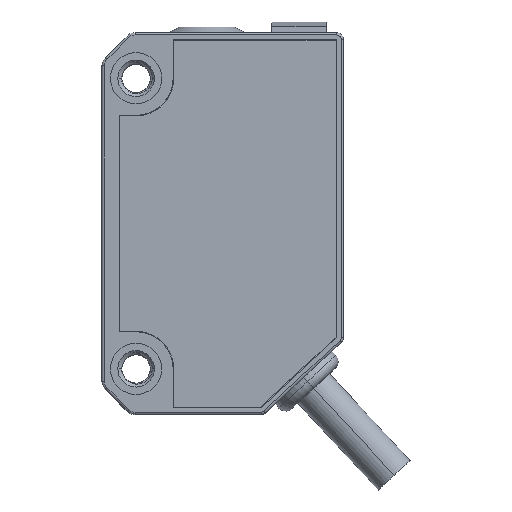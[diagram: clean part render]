
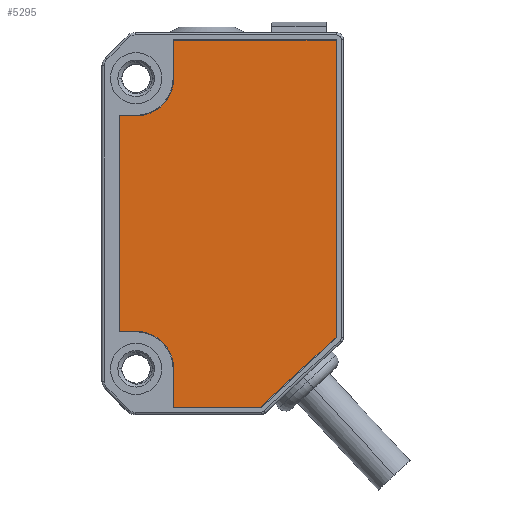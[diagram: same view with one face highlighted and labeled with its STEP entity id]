
A CAD part, top view. The second image highlights one B-rep face of the part: STEP entity #5295.
In plain terms, the highlighted planar face has unit normal (0, 0, 1).
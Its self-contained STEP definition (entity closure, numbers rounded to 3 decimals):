
#5086=DIRECTION('',(-1.,0.,0.));
#5087=VECTOR('',#5086,14.25);
#5088=CARTESIAN_POINT('',(9.95,16.1,6.));
#5089=LINE('',#5088,#5087);
#5090=DIRECTION('',(0.,1.,0.));
#5091=VECTOR('',#5090,26.067);
#5092=CARTESIAN_POINT('',(9.95,-9.967,6.));
#5093=LINE('',#5092,#5091);
#5094=DIRECTION('',(0.733,0.68,0.));
#5095=VECTOR('',#5094,9.014);
#5096=CARTESIAN_POINT('',(3.345,-16.1,6.));
#5097=LINE('',#5096,#5095);
#5098=DIRECTION('',(1.,0.,0.));
#5099=VECTOR('',#5098,7.645);
#5100=CARTESIAN_POINT('',(-4.3,-16.1,6.));
#5101=LINE('',#5100,#5099);
#5102=DIRECTION('',(0.,-1.,0.));
#5103=VECTOR('',#5102,3.35);
#5104=CARTESIAN_POINT('',(-4.3,-12.75,6.));
#5105=LINE('',#5104,#5103);
#5106=CARTESIAN_POINT('',(-7.6,-12.75,6.));
#5107=DIRECTION('',(0.,0.,-1.));
#5108=DIRECTION('',(0.,1.,0.));
#5109=AXIS2_PLACEMENT_3D('',#5106,#5107,#5108);
#5111=DIRECTION('',(1.,0.,0.));
#5112=VECTOR('',#5111,1.45);
#5113=CARTESIAN_POINT('',(-9.05,-9.45,6.));
#5114=LINE('',#5113,#5112);
#5115=DIRECTION('',(0.,-1.,0.));
#5116=VECTOR('',#5115,18.9);
#5117=CARTESIAN_POINT('',(-9.05,9.45,6.));
#5118=LINE('',#5117,#5116);
#5119=DIRECTION('',(-1.,0.,0.));
#5120=VECTOR('',#5119,1.45);
#5121=CARTESIAN_POINT('',(-7.6,9.45,6.));
#5122=LINE('',#5121,#5120);
#5123=CARTESIAN_POINT('',(-7.6,12.75,6.));
#5124=DIRECTION('',(0.,0.,-1.));
#5125=DIRECTION('',(1.,0.,0.));
#5126=AXIS2_PLACEMENT_3D('',#5123,#5124,#5125);
#5128=DIRECTION('',(0.,-1.,0.));
#5129=VECTOR('',#5128,3.35);
#5130=CARTESIAN_POINT('',(-4.3,16.1,6.));
#5131=LINE('',#5130,#5129);
#5222=CARTESIAN_POINT('',(9.95,16.1,6.));
#5223=CARTESIAN_POINT('',(-4.3,16.1,6.));
#5224=VERTEX_POINT('',#5222);
#5225=VERTEX_POINT('',#5223);
#5226=CARTESIAN_POINT('',(-4.3,12.75,6.));
#5227=VERTEX_POINT('',#5226);
#5228=CARTESIAN_POINT('',(-7.6,9.45,6.));
#5229=VERTEX_POINT('',#5228);
#5230=CARTESIAN_POINT('',(-9.05,9.45,6.));
#5231=VERTEX_POINT('',#5230);
#5232=CARTESIAN_POINT('',(-9.05,-9.45,6.));
#5233=VERTEX_POINT('',#5232);
#5234=CARTESIAN_POINT('',(-7.6,-9.45,6.));
#5235=VERTEX_POINT('',#5234);
#5236=CARTESIAN_POINT('',(-4.3,-12.75,6.));
#5237=VERTEX_POINT('',#5236);
#5238=CARTESIAN_POINT('',(-4.3,-16.1,6.));
#5239=VERTEX_POINT('',#5238);
#5240=CARTESIAN_POINT('',(3.345,-16.1,6.));
#5241=VERTEX_POINT('',#5240);
#5242=CARTESIAN_POINT('',(9.95,-9.967,6.));
#5243=VERTEX_POINT('',#5242);
#5266=CARTESIAN_POINT('',(0.,0.,6.));
#5267=DIRECTION('',(0.,0.,1.));
#5268=DIRECTION('',(1.,0.,0.));
#5269=AXIS2_PLACEMENT_3D('',#5266,#5267,#5268);
#5270=PLANE('',#5269);
#5272=ORIENTED_EDGE('',*,*,#5271,.F.);
#5274=ORIENTED_EDGE('',*,*,#5273,.F.);
#5276=ORIENTED_EDGE('',*,*,#5275,.F.);
#5278=ORIENTED_EDGE('',*,*,#5277,.F.);
#5280=ORIENTED_EDGE('',*,*,#5279,.F.);
#5282=ORIENTED_EDGE('',*,*,#5281,.F.);
#5284=ORIENTED_EDGE('',*,*,#5283,.F.);
#5286=ORIENTED_EDGE('',*,*,#5285,.F.);
#5288=ORIENTED_EDGE('',*,*,#5287,.F.);
#5290=ORIENTED_EDGE('',*,*,#5289,.F.);
#5292=ORIENTED_EDGE('',*,*,#5291,.F.);
#5293=EDGE_LOOP('',(#5272,#5274,#5276,#5278,#5280,#5282,#5284,#5286,#5288,#5290,
#5292));
#5294=FACE_OUTER_BOUND('',#5293,.F.);
#5295=ADVANCED_FACE('',(#5294),#5270,.T.);
#5110=CIRCLE('',#5109,3.3);
#5127=CIRCLE('',#5126,3.3);
#5271=EDGE_CURVE('',#5224,#5225,#5089,.T.);
#5273=EDGE_CURVE('',#5243,#5224,#5093,.T.);
#5275=EDGE_CURVE('',#5241,#5243,#5097,.T.);
#5277=EDGE_CURVE('',#5239,#5241,#5101,.T.);
#5279=EDGE_CURVE('',#5237,#5239,#5105,.T.);
#5281=EDGE_CURVE('',#5235,#5237,#5110,.T.);
#5283=EDGE_CURVE('',#5233,#5235,#5114,.T.);
#5285=EDGE_CURVE('',#5231,#5233,#5118,.T.);
#5287=EDGE_CURVE('',#5229,#5231,#5122,.T.);
#5289=EDGE_CURVE('',#5227,#5229,#5127,.T.);
#5291=EDGE_CURVE('',#5225,#5227,#5131,.T.);
